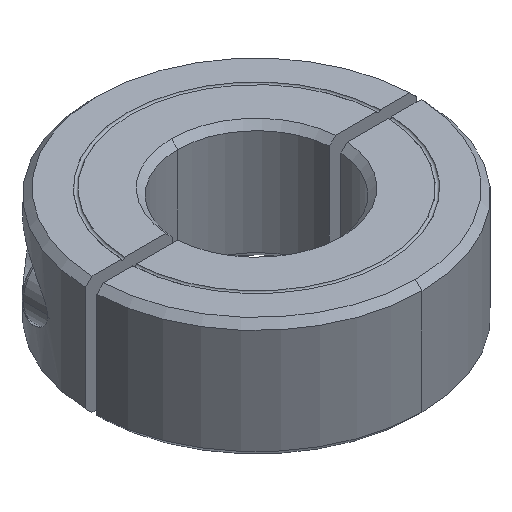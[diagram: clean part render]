
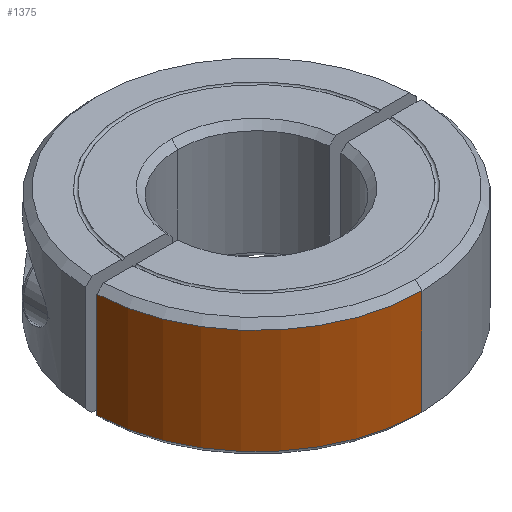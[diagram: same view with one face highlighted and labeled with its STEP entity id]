
A CAD part, isometric view. The second image highlights one B-rep face of the part: STEP entity #1375.
In plain terms, the highlighted cylindrical face has radius 21 mm (diameter 42 mm), a partial arc.
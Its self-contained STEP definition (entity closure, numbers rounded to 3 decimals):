
#1157=EDGE_CURVE('',#1327,#1159,#2340,.T.);
#1159=VERTEX_POINT('',#2342);
#1225=EDGE_CURVE('',#1463,#1327,#2413,.T.);
#1275=VERTEX_POINT('',#2468);
#1327=VERTEX_POINT('',#2528);
#1339=EDGE_CURVE('',#1275,#1463,#2540,.T.);
#1375=ADVANCED_FACE('',(#2581),#2582,.T.);
#1463=VERTEX_POINT('',#2680);
#1509=EDGE_CURVE('',#1275,#1159,#2731,.T.);
#2340=LINE('',#4092,#4093);
#2342=CARTESIAN_POINT('',(0.,-21.0,14.16));
#2413=CIRCLE('',#4201,21.0);
#2468=CARTESIAN_POINT('',(-20.987,-0.735,14.16));
#2528=CARTESIAN_POINT('',(0.,-21.0,0.84));
#2540=LINE('',#4424,#4425);
#2581=FACE_OUTER_BOUND('',#4469,.T.);
#2582=CYLINDRICAL_SURFACE('',#4470,21.0);
#2680=CARTESIAN_POINT('',(-20.987,-0.735,0.84));
#2731=CIRCLE('',#4731,21.0);
#4092=CARTESIAN_POINT('',(0.,-21.0,7.5));
#4093=VECTOR('',#5769,1.0);
#4201=AXIS2_PLACEMENT_3D('',#5840,#5841,#5842);
#4424=CARTESIAN_POINT('',(-20.987,-0.735,7.5));
#4425=VECTOR('',#5970,1.0);
#4469=EDGE_LOOP('',(#6014,#6015,#6016,#6017));
#4470=AXIS2_PLACEMENT_3D('',#6018,#6019,#6020);
#4731=AXIS2_PLACEMENT_3D('',#6191,#6192,#6193);
#5769=DIRECTION('',(0.,0.,1.0));
#5840=CARTESIAN_POINT('',(0.,0.,0.84));
#5841=DIRECTION('',(0.,0.,1.0));
#5842=DIRECTION('',(0.0,-1.0,0.));
#5970=DIRECTION('',(0.,0.,-1.0));
#6014=ORIENTED_EDGE('',*,*,#1157,.T.);
#6015=ORIENTED_EDGE('',*,*,#1509,.F.);
#6016=ORIENTED_EDGE('',*,*,#1339,.T.);
#6017=ORIENTED_EDGE('',*,*,#1225,.T.);
#6018=CARTESIAN_POINT('',(0.,0.,7.5));
#6019=DIRECTION('',(0.,0.,-1.0));
#6020=DIRECTION('',(0.0,-1.0,0.));
#6191=CARTESIAN_POINT('',(0.,0.,14.16));
#6192=DIRECTION('',(0.,0.,1.0));
#6193=DIRECTION('',(0.0,-1.0,0.));
